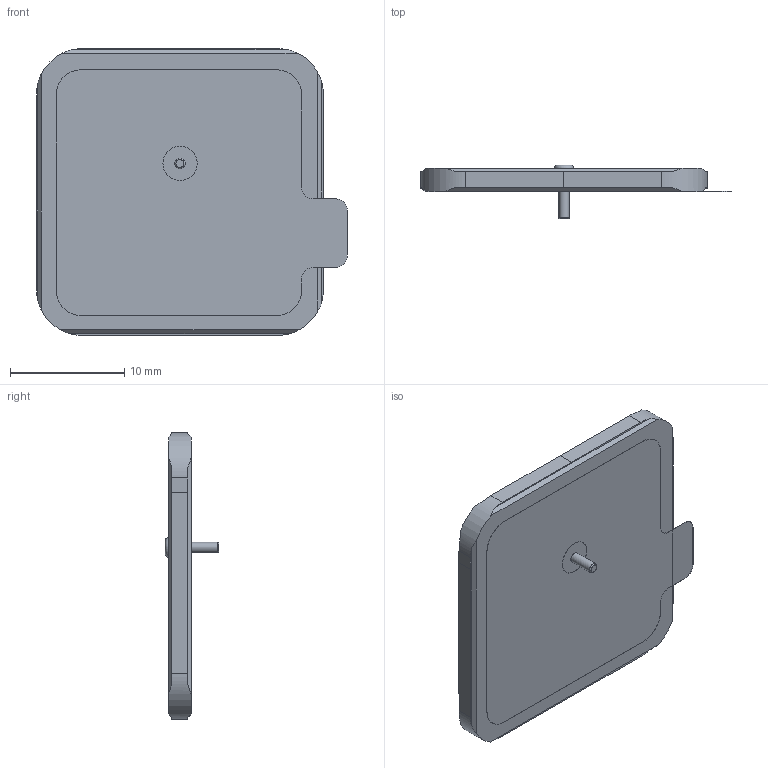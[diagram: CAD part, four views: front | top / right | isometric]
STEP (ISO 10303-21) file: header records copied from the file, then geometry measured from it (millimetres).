
FILE_DESCRIPTION (( 'STEP AP214' ), '1' );
FILE_NAME ('GP.1575.25.2.A.02_Web.STEP', '2023-08-21T05:35:31', ( '' ), ( '' ), 'SwSTEP 2.0', 'SolidWorks 2018', '' );
FILE_SCHEMA (( 'AUTOMOTIVE_DESIGN' ));
Length unit declared in the file: millimetre
Products named in the file (1): GP.1575.25.2.A.02_Web
Bounding box: 27.21 x 4.7 x 25.1 mm (x, y, z)
Volume: 1231.6 mm3; surface area: 1431.8 mm2
Topology: 1 solids, 1 shells, 389 faces, 1047 edges, 697 vertices
Faces by surface type: plane 220, bspline 153, cylinder 14, torus 2
Full cylindrical faces by diameter (mm): 0.9 x1, 3 x1
Entity records: 20332 total; most frequent: CARTESIAN_POINT 7734, ORIENTED_EDGE 2086, DIRECTION 1241, EDGE_CURVE 1043, VERTEX_POINT 697, VECTOR 673, LINE 673, EDGE_LOOP 430
